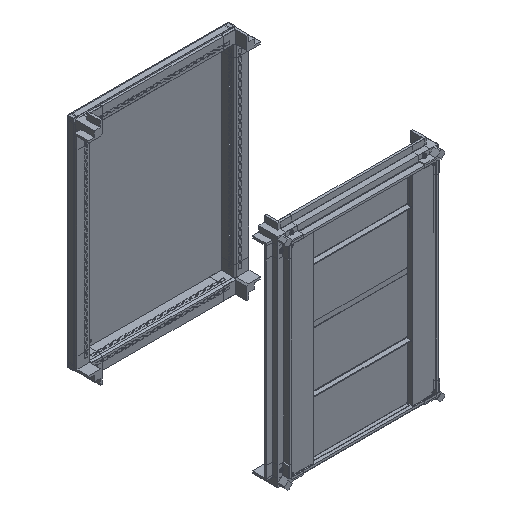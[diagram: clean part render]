
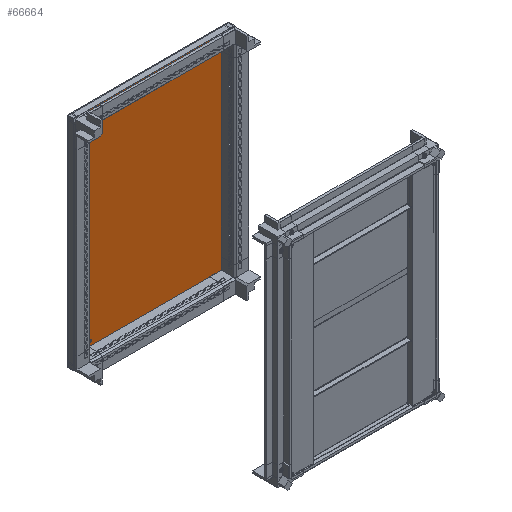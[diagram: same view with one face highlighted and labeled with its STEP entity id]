
A CAD part, isometric view. The second image highlights one B-rep face of the part: STEP entity #66664.
In plain terms, the highlighted planar face has unit normal (0, -1, 0).
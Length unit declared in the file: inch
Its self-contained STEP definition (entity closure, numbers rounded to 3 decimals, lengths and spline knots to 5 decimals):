
#7079 = VERTEX_POINT ( 'NONE', #184437 ) ;
#11204 = VECTOR ( 'NONE', #33065, 39.37008 ) ;
#24193 = CARTESIAN_POINT ( 'NONE',  ( -11.00386, 28.4129, -14.94087 ) ) ;
#28094 = PLANE ( 'NONE',  #90545 ) ;
#29886 = VECTOR ( 'NONE', #160003, 39.37008 ) ;
#32412 = VERTEX_POINT ( 'NONE', #83224 ) ;
#33065 = DIRECTION ( 'NONE',  ( 0., 0., 1. ) ) ;
#37116 = VECTOR ( 'NONE', #208236, 39.37008 ) ;
#38759 = ORIENTED_EDGE ( 'NONE', *, *, #140000, .T. ) ;
#47886 = LINE ( 'NONE', #220089, #11204 ) ;
#49729 = LINE ( 'NONE', #155870, #37116 ) ;
#66664 = ADVANCED_FACE ( 'NONE', ( #81507 ), #28094, .T. ) ;
#74247 = LINE ( 'NONE', #24193, #29886 ) ;
#81507 = FACE_OUTER_BOUND ( 'NONE', #156104, .T. ) ;
#83224 = CARTESIAN_POINT ( 'NONE',  ( -11.00386, 28.4129, 14.94087 ) ) ;
#90545 = AXIS2_PLACEMENT_3D ( 'NONE', #97636, #147885, #217353 ) ;
#95196 = LINE ( 'NONE', #127182, #219800 ) ;
#97636 = CARTESIAN_POINT ( 'NONE',  ( 0., 28.4129, 0. ) ) ;
#125107 = CARTESIAN_POINT ( 'NONE',  ( -11.00386, 28.4129, -14.94087 ) ) ;
#126070 = DIRECTION ( 'NONE',  ( 1., 0., 0. ) ) ;
#127182 = CARTESIAN_POINT ( 'NONE',  ( 11.00386, 28.4129, -14.94087 ) ) ;
#132489 = EDGE_CURVE ( 'NONE', #137451, #32412, #49729, .T. ) ;
#135808 = ORIENTED_EDGE ( 'NONE', *, *, #132489, .T. ) ;
#137451 = VERTEX_POINT ( 'NONE', #180379 ) ;
#140000 = EDGE_CURVE ( 'NONE', #32412, #167977, #74247, .T. ) ;
#147885 = DIRECTION ( 'NONE',  ( 0., -1., 0. ) ) ;
#155870 = CARTESIAN_POINT ( 'NONE',  ( -11.00386, 28.4129, 14.94087 ) ) ;
#156104 = EDGE_LOOP ( 'NONE', ( #198485, #202966, #135808, #38759 ) ) ;
#160003 = DIRECTION ( 'NONE',  ( 0., 0., -1. ) ) ;
#167977 = VERTEX_POINT ( 'NONE', #125107 ) ;
#172004 = EDGE_CURVE ( 'NONE', #7079, #137451, #47886, .T. ) ;
#175970 = EDGE_CURVE ( 'NONE', #167977, #7079, #95196, .T. ) ;
#180379 = CARTESIAN_POINT ( 'NONE',  ( 11.00386, 28.4129, 14.94087 ) ) ;
#184437 = CARTESIAN_POINT ( 'NONE',  ( 11.00386, 28.4129, -14.94087 ) ) ;
#198485 = ORIENTED_EDGE ( 'NONE', *, *, #175970, .T. ) ;
#202966 = ORIENTED_EDGE ( 'NONE', *, *, #172004, .T. ) ;
#208236 = DIRECTION ( 'NONE',  ( -1., 0., 0. ) ) ;
#217353 = DIRECTION ( 'NONE',  ( 0., 0., -1. ) ) ;
#219800 = VECTOR ( 'NONE', #126070, 39.37008 ) ;
#220089 = CARTESIAN_POINT ( 'NONE',  ( 11.00386, 28.4129, 14.94087 ) ) ;
